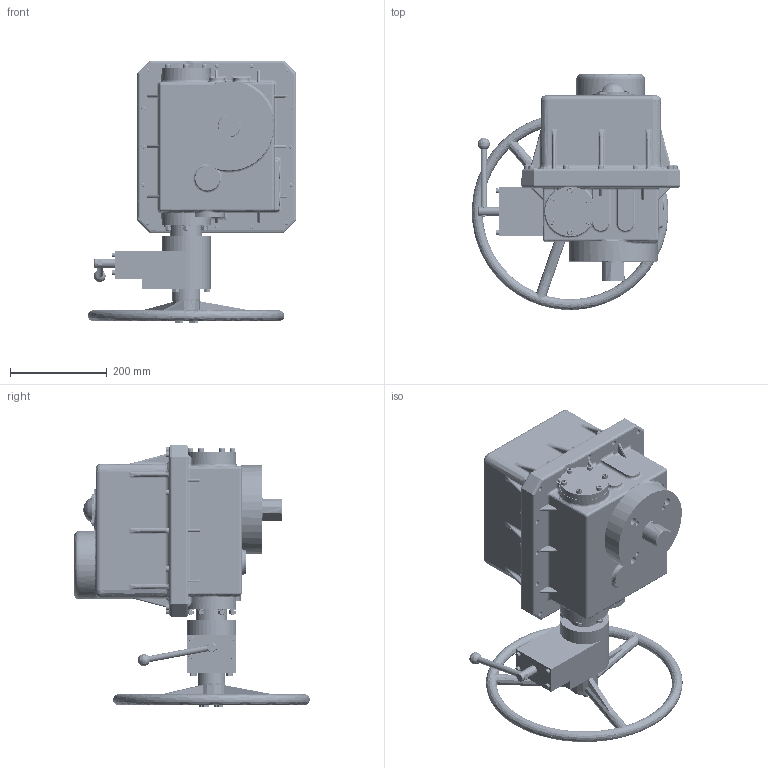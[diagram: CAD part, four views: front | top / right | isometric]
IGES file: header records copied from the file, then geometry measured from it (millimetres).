
Start section: SolidWorks IGES file using analytic representation for surfaces
Global section: file name: 5, 7, 12, & 14K Nema 4 & 7 .IGS; native system: SolidWorks 2013; preprocessor: SolidWorks 2013; author: merion; date: 140507.100946; units: inch
Bounding box: 430.34 x 486.81 x 542.8 mm (x, y, z)
Surface area: 1863330 mm2 (no closed solid volume)
Topology: 0 solids, 0 shells, 9904 faces, 173885 edges, 173719 vertices
Faces by surface type: revolution 8488, bspline 1416
